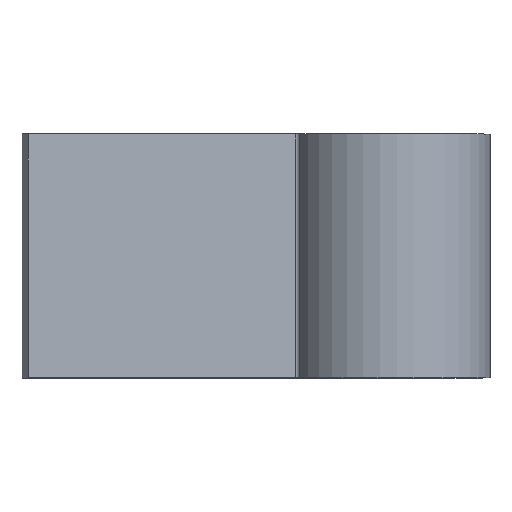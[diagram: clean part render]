
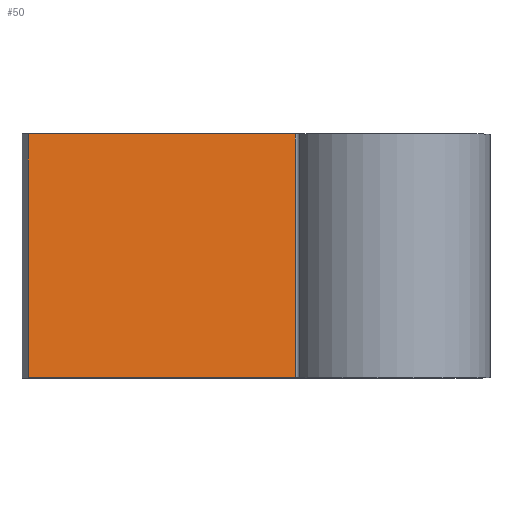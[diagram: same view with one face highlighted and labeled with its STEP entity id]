
A CAD part, top view. The second image highlights one B-rep face of the part: STEP entity #50.
In plain terms, the highlighted planar face has unit normal (0.168, 0, 0.986).
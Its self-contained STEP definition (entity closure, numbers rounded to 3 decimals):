
#50 = ADVANCED_FACE( '', ( #98 ), #99, .F. );
#98 = FACE_OUTER_BOUND( '', #141, .T. );
#99 = PLANE( '', #142 );
#141 = EDGE_LOOP( '', ( #225, #226, #227, #228 ) );
#142 = AXIS2_PLACEMENT_3D( '', #229, #230, #231 );
#225 = ORIENTED_EDGE( '', *, *, #283, .T. );
#226 = ORIENTED_EDGE( '', *, *, #300, .F. );
#227 = ORIENTED_EDGE( '', *, *, #290, .F. );
#228 = ORIENTED_EDGE( '', *, *, #266, .T. );
#229 = CARTESIAN_POINT( '', ( -2.512, -3.25, 3.79 ) );
#230 = DIRECTION( '', ( -0.167, 0., -0.986 ) );
#231 = DIRECTION( '', ( -0.986, 0., 0.167 ) );
#266 = EDGE_CURVE( '', #310, #308, #311, .T. );
#283 = EDGE_CURVE( '', #308, #337, #339, .T. );
#290 = EDGE_CURVE( '', #310, #349, #350, .T. );
#300 = EDGE_CURVE( '', #349, #337, #362, .T. );
#308 = VERTEX_POINT( '', #370 );
#310 = VERTEX_POINT( '', #372 );
#311 = LINE( '', #373, #374 );
#337 = VERTEX_POINT( '', #408 );
#339 = LINE( '', #411, #412 );
#349 = VERTEX_POINT( '', #425 );
#350 = LINE( '', #426, #427 );
#362 = LINE( '', #444, #445 );
#370 = CARTESIAN_POINT( '', ( -2.512, 3.25, 3.79 ) );
#372 = CARTESIAN_POINT( '', ( -2.512, -3.25, 3.79 ) );
#373 = CARTESIAN_POINT( '', ( -2.512, -3.25, 3.79 ) );
#374 = VECTOR( '', #455, 1000. );
#408 = CARTESIAN_POINT( '', ( -9.633, 3.25, 5. ) );
#411 = CARTESIAN_POINT( '', ( -2.512, 3.25, 3.79 ) );
#412 = VECTOR( '', #477, 1000. );
#425 = CARTESIAN_POINT( '', ( -9.633, -3.25, 5. ) );
#426 = CARTESIAN_POINT( '', ( -2.512, -3.25, 3.79 ) );
#427 = VECTOR( '', #487, 1000. );
#444 = CARTESIAN_POINT( '', ( -9.633, -3.25, 5. ) );
#445 = VECTOR( '', #496, 1000. );
#455 = DIRECTION( '', ( 0., 1., 0. ) );
#477 = DIRECTION( '', ( -0.986, 0., 0.167 ) );
#487 = DIRECTION( '', ( -0.986, 0., 0.167 ) );
#496 = DIRECTION( '', ( 0., 1., 0. ) );
